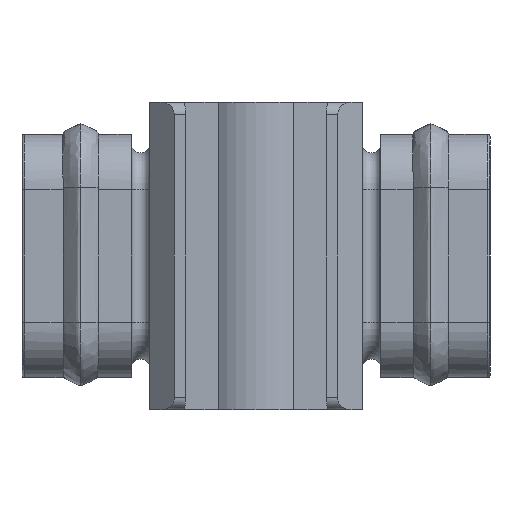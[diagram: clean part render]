
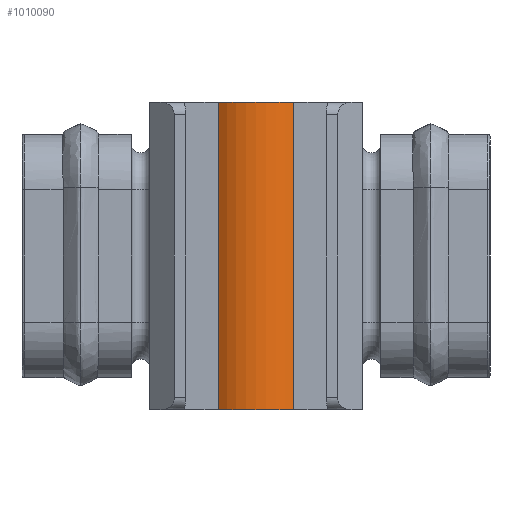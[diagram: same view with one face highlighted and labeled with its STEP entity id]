
A CAD part, left-side view. The second image highlights one B-rep face of the part: STEP entity #1010090.
In plain terms, the highlighted cylindrical face has radius 5 mm (diameter 10 mm), a partial arc.
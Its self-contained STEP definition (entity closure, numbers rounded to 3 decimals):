
#1009680=CARTESIAN_POINT('',(-237.561,233.809,
-2.65));
#1009690=DIRECTION('',(-1.,0.,0.));
#1009700=DIRECTION('',(0.,-1.,0.));
#1009710=AXIS2_PLACEMENT_3D('',#1009680,#1009690,#1009700);
#1009720=CYLINDRICAL_SURFACE('',#1009710,5.);
#1009730=CARTESIAN_POINT('',(-237.561,229.859,
0.416));
#1009740=DIRECTION('',(-1.,0.,0.));
#1009750=VECTOR('',#1009740,1.);
#1009760=LINE('',#1009730,#1009750);
#1009770=CARTESIAN_POINT('',(-212.561,229.859,
0.416));
#1009780=VERTEX_POINT('',#1009770);
#1009790=CARTESIAN_POINT('',(-237.561,229.859,
0.416));
#1009800=VERTEX_POINT('',#1009790);
#1009810=EDGE_CURVE('',#1009780,#1009800,#1009760,.T.);
#1009820=ORIENTED_EDGE('',*,*,#1009810,.T.);
#1009830=CARTESIAN_POINT('',(-212.561,233.809,
-2.65));
#1009840=DIRECTION('',(-1.,0.,0.));
#1009850=DIRECTION('',(0.,-1.,0.));
#1009860=AXIS2_PLACEMENT_3D('',#1009830,#1009840,#1009850);
#1009870=CIRCLE('',#1009860,5.);
#1009880=CARTESIAN_POINT('',(-212.561,229.859,
-5.716));
#1009890=VERTEX_POINT('',#1009880);
#1009900=EDGE_CURVE('',#1009890,#1009780,#1009870,.T.);
#1009910=ORIENTED_EDGE('',*,*,#1009900,.T.);
#1009920=CARTESIAN_POINT('',(-237.561,229.859,
-5.716));
#1009930=DIRECTION('',(-1.,0.,0.));
#1009940=VECTOR('',#1009930,1.);
#1009950=LINE('',#1009920,#1009940);
#1009960=CARTESIAN_POINT('',(-237.561,229.859,
-5.716));
#1009970=VERTEX_POINT('',#1009960);
#1009980=EDGE_CURVE('',#1009890,#1009970,#1009950,.T.);
#1009990=ORIENTED_EDGE('',*,*,#1009980,.F.);
#1010000=CARTESIAN_POINT('',(-237.561,233.809,
-2.65));
#1010010=DIRECTION('',(-1.,0.,0.));
#1010020=DIRECTION('',(0.,-1.,0.));
#1010030=AXIS2_PLACEMENT_3D('',#1010000,#1010010,#1010020);
#1010040=CIRCLE('',#1010030,5.);
#1010050=EDGE_CURVE('',#1009970,#1009800,#1010040,.T.);
#1010060=ORIENTED_EDGE('',*,*,#1010050,.F.);
#1010070=EDGE_LOOP('',(#1010060,#1009990,#1009910,#1009820));
#1010080=FACE_OUTER_BOUND('',#1010070,.T.);
#1010090=ADVANCED_FACE('',(#1010080),#1009720,.T.);
